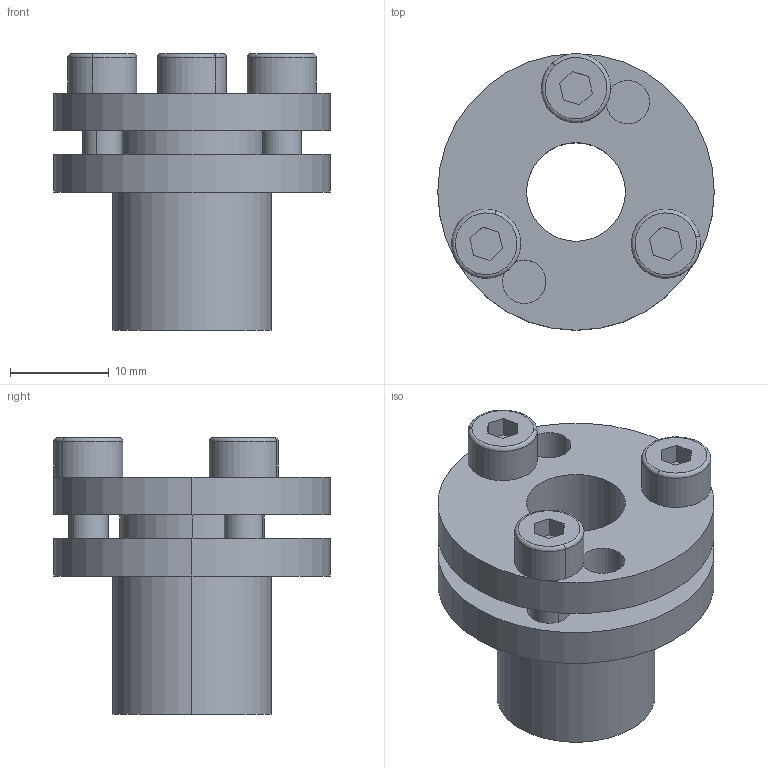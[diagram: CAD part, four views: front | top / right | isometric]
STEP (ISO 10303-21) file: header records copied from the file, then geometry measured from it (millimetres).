
FILE_DESCRIPTION (( 'STEP AP203' ), '1' );
FILE_NAME ('ETP-Mini-R-10.step', '2004-09-09T08:30:30', ( 'System Administrator' ), ( 'Cevican' ), 'SwSTEP 2.0', 'SolidWorks 2002308', '' );
FILE_SCHEMA (( 'CONFIG_CONTROL_DESIGN' ));
Length unit declared in the file: millimetre
Products named in the file (3): ETP-Mini-R-10; ETP-Mini-R_ETP-Mini-R-10; Screw-DIN-912-R_Screw-DIN-912-M4x10H
Assembly tree (4 placements, depth 2):
  ETP-Mini-R-10
    Screw-DIN-912-R_Screw-DIN-912-M4x10H  x3
    ETP-Mini-R_ETP-Mini-R-10
Bounding box: 28 x 28 x 28 mm (x, y, z)
Volume: 6350.5 mm3; surface area: 5312.9 mm2
Topology: 4 solids, 4 shells, 103 faces, 228 edges, 142 vertices
Faces by surface type: cylinder 44, plane 35, cone 18, torus 6
Entity records: 1999 total; most frequent: DIRECTION 324, CARTESIAN_POINT 272, ORIENTED_EDGE 256, AXIS2_PLACEMENT_3D 134, EDGE_CURVE 128, VERTEX_POINT 82, EDGE_LOOP 78, CIRCLE 72
